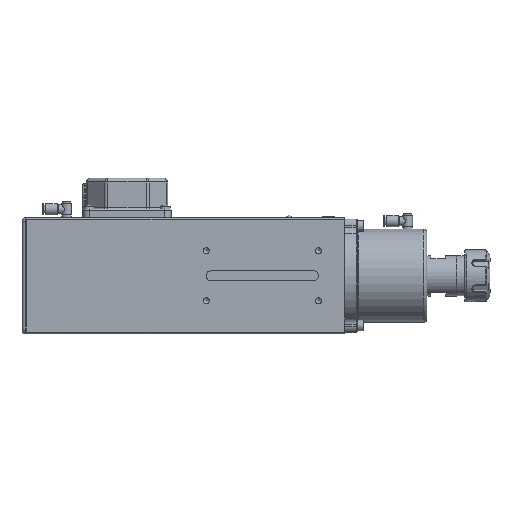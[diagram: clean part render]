
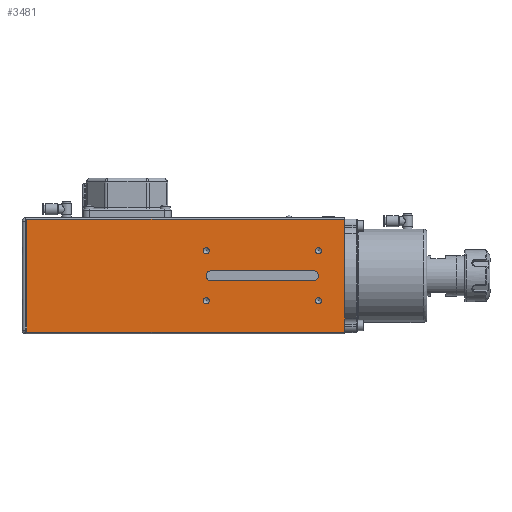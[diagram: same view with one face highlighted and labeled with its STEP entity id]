
A CAD part, left-side view. The second image highlights one B-rep face of the part: STEP entity #3481.
In plain terms, the highlighted planar face has unit normal (-1, 0, 0).
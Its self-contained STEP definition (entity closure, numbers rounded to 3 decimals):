
#3481 = ADVANCED_FACE( '', ( #7862, #7863, #7864, #7865, #7866, #7867 ), #7868, .T. );
#7862 = FACE_BOUND( '', #13402, .T. );
#7863 = FACE_BOUND( '', #13403, .T. );
#7864 = FACE_BOUND( '', #13404, .T. );
#7865 = FACE_BOUND( '', #13405, .T. );
#7866 = FACE_BOUND( '', #13406, .T. );
#7867 = FACE_OUTER_BOUND( '', #13407, .T. );
#7868 = PLANE( '', #13408 );
#13402 = EDGE_LOOP( '', ( #24779, #24780, #24781, #24782 ) );
#13403 = EDGE_LOOP( '', ( #24783 ) );
#13404 = EDGE_LOOP( '', ( #24784 ) );
#13405 = EDGE_LOOP( '', ( #24785 ) );
#13406 = EDGE_LOOP( '', ( #24786 ) );
#13407 = EDGE_LOOP( '', ( #24787, #24788, #24789, #24790, #24791 ) );
#13408 = AXIS2_PLACEMENT_3D( '', #24792, #24793, #24794 );
#24779 = ORIENTED_EDGE( '', *, *, #36395, .F. );
#24780 = ORIENTED_EDGE( '', *, *, #36396, .F. );
#24781 = ORIENTED_EDGE( '', *, *, #36397, .F. );
#24782 = ORIENTED_EDGE( '', *, *, #36398, .F. );
#24783 = ORIENTED_EDGE( '', *, *, #36399, .F. );
#24784 = ORIENTED_EDGE( '', *, *, #36325, .F. );
#24785 = ORIENTED_EDGE( '', *, *, #35775, .F. );
#24786 = ORIENTED_EDGE( '', *, *, #32383, .F. );
#24787 = ORIENTED_EDGE( '', *, *, #35564, .F. );
#24788 = ORIENTED_EDGE( '', *, *, #34780, .F. );
#24789 = ORIENTED_EDGE( '', *, *, #36400, .F. );
#24790 = ORIENTED_EDGE( '', *, *, #35591, .F. );
#24791 = ORIENTED_EDGE( '', *, *, #36401, .F. );
#24792 = CARTESIAN_POINT( '', ( -41., 298.237, 65.411 ) );
#24793 = DIRECTION( '', ( -1., 0., 0. ) );
#24794 = DIRECTION( '', ( 0., 0., 1. ) );
#32383 = EDGE_CURVE( '', #38511, #38511, #38512, .T. );
#34780 = EDGE_CURVE( '', #42566, #42568, #42569, .T. );
#35564 = EDGE_CURVE( '', #42568, #43745, #43757, .T. );
#35591 = EDGE_CURVE( '', #43791, #43794, #43795, .F. );
#35775 = EDGE_CURVE( '', #44061, #44061, #44062, .T. );
#36325 = EDGE_CURVE( '', #44800, #44800, #44801, .T. );
#36395 = EDGE_CURVE( '', #44893, #44894, #44895, .T. );
#36396 = EDGE_CURVE( '', #44896, #44893, #44897, .T. );
#36397 = EDGE_CURVE( '', #44898, #44896, #44899, .T. );
#36398 = EDGE_CURVE( '', #44894, #44898, #44900, .T. );
#36399 = EDGE_CURVE( '', #44901, #44901, #44902, .T. );
#36400 = EDGE_CURVE( '', #43794, #42566, #44903, .T. );
#36401 = EDGE_CURVE( '', #43745, #43791, #44904, .T. );
#38511 = VERTEX_POINT( '', #47659 );
#38512 = CIRCLE( '', #47660, 2.459 );
#42566 = VERTEX_POINT( '', #54671 );
#42568 = VERTEX_POINT( '', #54673 );
#42569 = LINE( '', #54674, #54675 );
#43745 = VERTEX_POINT( '', #56717 );
#43757 = LINE( '', #56731, #56732 );
#43791 = VERTEX_POINT( '', #56778 );
#43794 = VERTEX_POINT( '', #56781 );
#43795 = LINE( '', #56782, #56783 );
#44061 = VERTEX_POINT( '', #57230 );
#44062 = CIRCLE( '', #57231, 2.459 );
#44800 = VERTEX_POINT( '', #58842 );
#44801 = CIRCLE( '', #58843, 2.459 );
#44893 = VERTEX_POINT( '', #59039 );
#44894 = VERTEX_POINT( '', #59040 );
#44895 = LINE( '', #59041, #59042 );
#44896 = VERTEX_POINT( '', #59043 );
#44897 = CIRCLE( '', #59044, 4. );
#44898 = VERTEX_POINT( '', #59045 );
#44899 = LINE( '', #59046, #59047 );
#44900 = CIRCLE( '', #59048, 4. );
#44901 = VERTEX_POINT( '', #59049 );
#44902 = CIRCLE( '', #59050, 2.459 );
#44903 = LINE( '', #59051, #59052 );
#44904 = LINE( '', #59053, #59054 );
#47659 = CARTESIAN_POINT( '', ( -41., 111., -17.542 ) );
#47660 = AXIS2_PLACEMENT_3D( '', #62841, #62842, #62843 );
#54671 = CARTESIAN_POINT( '', ( -41., 255., 45.158 ) );
#54673 = CARTESIAN_POINT( '', ( -41., 0., 45.158 ) );
#54674 = CARTESIAN_POINT( '', ( -41., 255., 45.158 ) );
#54675 = VECTOR( '', #64647, 1000. );
#56717 = CARTESIAN_POINT( '', ( -41., 0., 0. ) );
#56731 = CARTESIAN_POINT( '', ( -41., 0., 65.411 ) );
#56732 = VECTOR( '', #65227, 1000. );
#56778 = CARTESIAN_POINT( '', ( -41., 0., -45.158 ) );
#56781 = CARTESIAN_POINT( '', ( -41., 255., -45.158 ) );
#56782 = CARTESIAN_POINT( '', ( -41., 255., -45.158 ) );
#56783 = VECTOR( '', #65251, 1000. );
#57230 = CARTESIAN_POINT( '', ( -41., 21., -17.542 ) );
#57231 = AXIS2_PLACEMENT_3D( '', #65385, #65386, #65387 );
#58842 = CARTESIAN_POINT( '', ( -41., 21., 22.459 ) );
#58843 = AXIS2_PLACEMENT_3D( '', #65747, #65748, #65749 );
#59039 = CARTESIAN_POINT( '', ( -41., 107., -4. ) );
#59040 = CARTESIAN_POINT( '', ( -41., 25., -4. ) );
#59041 = CARTESIAN_POINT( '', ( -41., 298.237, -4. ) );
#59042 = VECTOR( '', #65791, 1000. );
#59043 = CARTESIAN_POINT( '', ( -41., 107., 4. ) );
#59044 = AXIS2_PLACEMENT_3D( '', #65792, #65793, #65794 );
#59045 = CARTESIAN_POINT( '', ( -41., 25., 4. ) );
#59046 = CARTESIAN_POINT( '', ( -41., 298.237, 4. ) );
#59047 = VECTOR( '', #65795, 1000. );
#59048 = AXIS2_PLACEMENT_3D( '', #65796, #65797, #65798 );
#59049 = CARTESIAN_POINT( '', ( -41., 111., 22.459 ) );
#59050 = AXIS2_PLACEMENT_3D( '', #65799, #65800, #65801 );
#59051 = CARTESIAN_POINT( '', ( -41., 255., 46.5 ) );
#59052 = VECTOR( '', #65802, 1000. );
#59053 = CARTESIAN_POINT( '', ( -41., 0., 65.411 ) );
#59054 = VECTOR( '', #65803, 1000. );
#62841 = CARTESIAN_POINT( '', ( -41., 111., -20. ) );
#62842 = DIRECTION( '', ( -1., 0., 0. ) );
#62843 = DIRECTION( '', ( 0., 0., 1. ) );
#64647 = DIRECTION( '', ( 0., -1., 0. ) );
#65227 = DIRECTION( '', ( 0., 0., -1. ) );
#65251 = DIRECTION( '', ( 0., -1., 0. ) );
#65385 = CARTESIAN_POINT( '', ( -41., 21., -20. ) );
#65386 = DIRECTION( '', ( -1., 0., 0. ) );
#65387 = DIRECTION( '', ( 0., 0., 1. ) );
#65747 = CARTESIAN_POINT( '', ( -41., 21., 20. ) );
#65748 = DIRECTION( '', ( -1., 0., 0. ) );
#65749 = DIRECTION( '', ( 0., 0., 1. ) );
#65791 = DIRECTION( '', ( 0., -1., 0. ) );
#65792 = CARTESIAN_POINT( '', ( -41., 107., 0. ) );
#65793 = DIRECTION( '', ( -1., 0., 0. ) );
#65794 = DIRECTION( '', ( 0., 0., 1. ) );
#65795 = DIRECTION( '', ( 0., 1., 0. ) );
#65796 = CARTESIAN_POINT( '', ( -41., 25., 0. ) );
#65797 = DIRECTION( '', ( -1., 0., 0. ) );
#65798 = DIRECTION( '', ( 0., 0., 1. ) );
#65799 = CARTESIAN_POINT( '', ( -41., 111., 20. ) );
#65800 = DIRECTION( '', ( -1., 0., 0. ) );
#65801 = DIRECTION( '', ( 0., 0., 1. ) );
#65802 = DIRECTION( '', ( 0., 0., 1. ) );
#65803 = DIRECTION( '', ( 0., 0., -1. ) );
